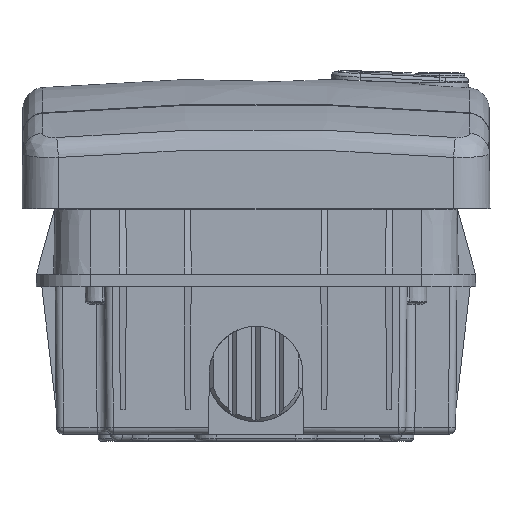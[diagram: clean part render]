
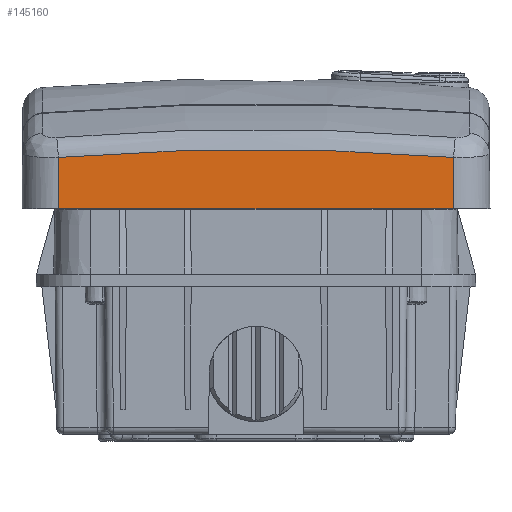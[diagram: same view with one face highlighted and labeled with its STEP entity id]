
A CAD part, front view. The second image highlights one B-rep face of the part: STEP entity #145160.
In plain terms, the highlighted planar face has unit normal (0, -1, 0.009).
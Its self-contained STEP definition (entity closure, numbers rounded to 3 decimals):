
#2699 = DIRECTION ( 'NONE',  ( -0.009, 0.009, 1. ) ) ;
#5325 = CARTESIAN_POINT ( 'NONE',  ( 36.584, -69.863, 15.748 ) ) ;
#16183 = LINE ( 'NONE', #204566, #100504 ) ;
#24239 = CARTESIAN_POINT ( 'NONE',  ( -55.001, -70.001, -0.087 ) ) ;
#25617 = CARTESIAN_POINT ( 'NONE',  ( 55., -70., 0. ) ) ;
#26178 = CARTESIAN_POINT ( 'NONE',  ( 54.876, -69.876, 14.246 ) ) ;
#26412 = VERTEX_POINT ( 'NONE', #25617 ) ;
#26471 = LINE ( 'NONE', #24239, #78482 ) ;
#50713 = EDGE_LOOP ( 'NONE', ( #120923, #154810, #125988, #222018 ) ) ;
#59955 = DIRECTION ( 'NONE',  ( -0.009, -0.009, -1. ) ) ;
#66590 = DIRECTION ( 'NONE',  ( 1., 0., 0. ) ) ;
#73591 = CARTESIAN_POINT ( 'NONE',  ( 0., -69.85, 17.24 ) ) ;
#78482 = VECTOR ( 'NONE', #59955, 1000. ) ;
#79787 = VERTEX_POINT ( 'NONE', #26178 ) ;
#97720 = B_SPLINE_CURVE_WITH_KNOTS ( 'NONE', 3,
 ( #177845, #5325, #73591, #128439, #126236 ),
 .UNSPECIFIED., .F., .F.,
 ( 4, 1, 4 ),
 ( 0., 0.055, 0.11 ),
 .UNSPECIFIED. ) ;
#100356 = LINE ( 'NONE', #102563, #118252 ) ;
#100504 = VECTOR ( 'NONE', #2699, 1000. ) ;
#102563 = CARTESIAN_POINT ( 'NONE',  ( -65., -70., 0. ) ) ;
#115933 = DIRECTION ( 'NONE',  ( 0., -1., 0.009 ) ) ;
#118135 = PLANE ( 'NONE',  #167093 ) ;
#118252 = VECTOR ( 'NONE', #66590, 1000. ) ;
#119063 = VERTEX_POINT ( 'NONE', #189130 ) ;
#120923 = ORIENTED_EDGE ( 'NONE', *, *, #178383, .T. ) ;
#125988 = ORIENTED_EDGE ( 'NONE', *, *, #188964, .T. ) ;
#126236 = CARTESIAN_POINT ( 'NONE',  ( -54.876, -69.876, 14.246 ) ) ;
#128439 = CARTESIAN_POINT ( 'NONE',  ( -36.584, -69.863, 15.748 ) ) ;
#132908 = CARTESIAN_POINT ( 'NONE',  ( -55., -70., 0. ) ) ;
#136051 = FACE_OUTER_BOUND ( 'NONE', #50713, .T. ) ;
#145160 = ADVANCED_FACE ( '�����13', ( #136051 ), #118135, .T. ) ;
#151122 = EDGE_CURVE ( 'NONE', #153261, #26412, #100356, .T. ) ;
#152842 = DIRECTION ( 'NONE',  ( 0., -0.009, -1. ) ) ;
#153261 = VERTEX_POINT ( 'NONE', #132908 ) ;
#154810 = ORIENTED_EDGE ( 'NONE', *, *, #213689, .T. ) ;
#167093 = AXIS2_PLACEMENT_3D ( 'NONE', #203434, #115933, #152842 ) ;
#177845 = CARTESIAN_POINT ( 'NONE',  ( 54.876, -69.876, 14.246 ) ) ;
#178383 = EDGE_CURVE ( 'NONE', #26412, #79787, #16183, .T. ) ;
#188964 = EDGE_CURVE ( 'NONE', #119063, #153261, #26471, .T. ) ;
#189130 = CARTESIAN_POINT ( 'NONE',  ( -54.876, -69.876, 14.246 ) ) ;
#203434 = CARTESIAN_POINT ( 'NONE',  ( -65., -70., 0. ) ) ;
#204566 = CARTESIAN_POINT ( 'NONE',  ( 54.991, -69.991, 1.047 ) ) ;
#213689 = EDGE_CURVE ( 'NONE', #79787, #119063, #97720, .T. ) ;
#222018 = ORIENTED_EDGE ( 'NONE', *, *, #151122, .T. ) ;
